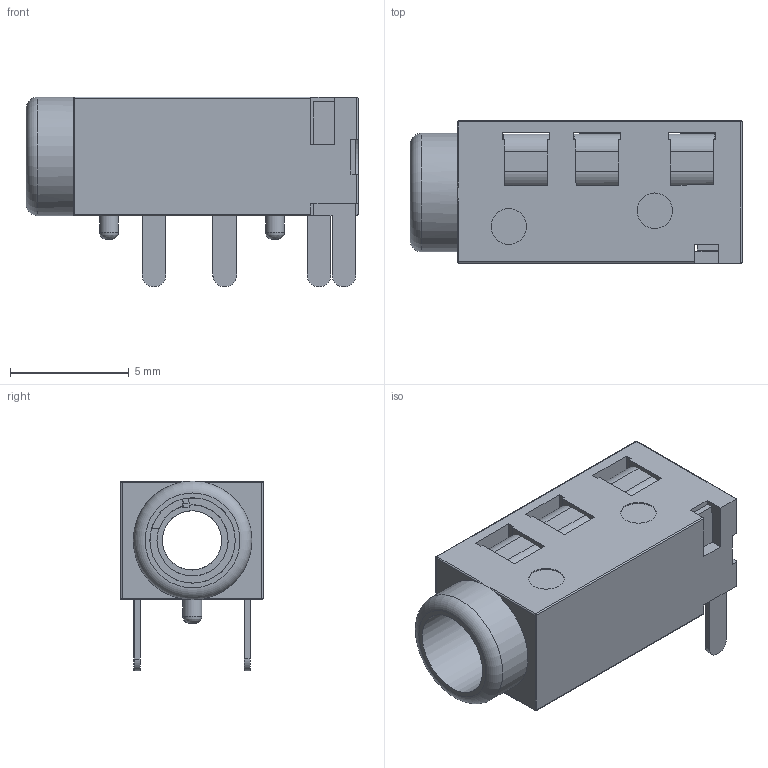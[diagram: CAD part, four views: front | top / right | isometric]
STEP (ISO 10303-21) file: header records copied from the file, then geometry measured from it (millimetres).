
FILE_DESCRIPTION(/* description */ ('STEP AP214'),/* implementation_level */ '2;1');
FILE_NAME(/* name */ 'PJ320A-trrs-jack_v3.step',/* time_stamp */ '2023-07-05T16:40:57+02:00',/* author */ (''),/* organization */ (''),/* preprocessor_version */ 'ST-DEVELOPER v19.2',/* originating_system */ 'Autodesk Translation Framework v12.6.0.85',/* authorisation */ '');
FILE_SCHEMA (('AUTOMOTIVE_DESIGN { 1 0 10303 214 3 1 1 }'));
Length unit declared in the file: millimetre
Products named in the file (4): PJ320A; PJ320A-Pin-B; PJ320A_1; PJ320A-Pin
Assembly tree (5 placements, depth 2):
  PJ320A
    PJ320A-Pin-B
    PJ320A_1
    PJ320A-Pin  x3
Bounding box: 14 x 6 x 8 mm (x, y, z)
Volume: 265.9 mm3; surface area: 691.8 mm2
Topology: 5 solids, 5 shells, 200 faces, 516 edges, 312 vertices
Faces by surface type: plane 149, cylinder 39, bspline 6, sphere 5, torus 1
Full cylindrical faces by diameter (mm): 0.8 x2, 1.5 x2, 2.5 x1, 3 x1, 3.6 x1, 5 x1
Entity records: 4959 total; most frequent: CARTESIAN_POINT 980, ORIENTED_EDGE 814, DIRECTION 792, EDGE_CURVE 407, LINE 318, VECTOR 318, VERTEX_POINT 256, AXIS2_PLACEMENT_3D 237
